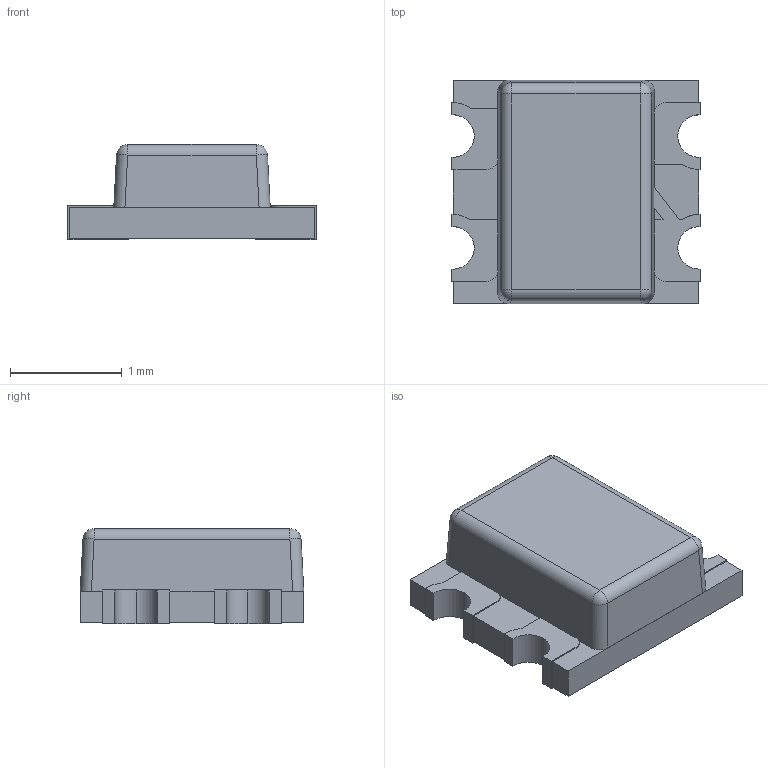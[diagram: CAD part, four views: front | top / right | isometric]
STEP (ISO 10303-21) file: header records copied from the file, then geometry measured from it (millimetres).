
FILE_DESCRIPTION (( 'STEP AP214' ), '1' );
FILE_NAME ('LED-SMD_L2.2-W2.0.STEP', '2021-09-04T10:11:26', ( '' ), ( '' ), 'SwSTEP 2.0', 'SolidWorks 2018', '' );
FILE_SCHEMA (( 'AUTOMOTIVE_DESIGN' ));
Length unit declared in the file: millimetre
Products named in the file (1): LED-SMD_L2.2-W2.0
Bounding box: 2.22 x 2 x 0.85 mm (x, y, z)
Volume: 2.7 mm3; surface area: 20.3 mm2
Topology: 2 solids, 2 shells, 150 faces, 398 edges, 260 vertices
Faces by surface type: plane 110, cylinder 22, bspline 14, sphere 4
Entity records: 6968 total; most frequent: CARTESIAN_POINT 1622, ORIENTED_EDGE 796, DIRECTION 679, EDGE_CURVE 398, VECTOR 325, LINE 325, VERTEX_POINT 260, AXIS2_PLACEMENT_3D 177
